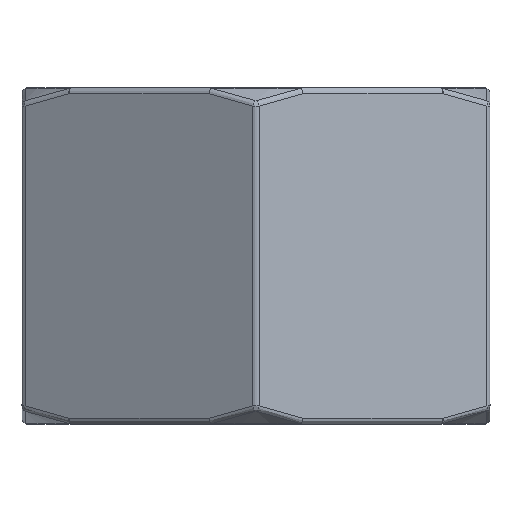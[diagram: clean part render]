
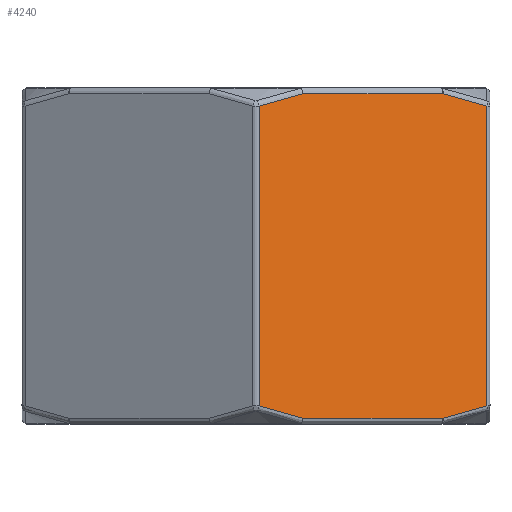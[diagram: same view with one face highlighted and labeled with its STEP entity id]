
A CAD part, left-side view. The second image highlights one B-rep face of the part: STEP entity #4240.
In plain terms, the highlighted planar face has unit normal (-0.866, -0.5, 0).
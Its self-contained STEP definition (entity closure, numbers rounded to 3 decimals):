
#257=B_SPLINE_CURVE_WITH_KNOTS('',3,(#6465,#6466,#6467,#6468,#6469,#6470,
#6471,#6472),.UNSPECIFIED.,.F.,.F.,(4,1,1,1,1,4),(0.,0.2,0.4,0.6,0.8,1.),
 .UNSPECIFIED.);
#258=B_SPLINE_CURVE_WITH_KNOTS('',3,(#6478,#6479,#6480,#6481,#6482,#6483,
#6484,#6485),.UNSPECIFIED.,.F.,.F.,(4,1,1,1,1,4),(0.,0.2,
0.4,0.6,0.8,1.),.UNSPECIFIED.);
#259=B_SPLINE_CURVE_WITH_KNOTS('',3,(#6490,#6491,#6492,#6493,#6494,#6495,
#6496),.UNSPECIFIED.,.F.,.F.,(4,1,1,1,4),(0.,0.25,0.5,0.75,1.),
 .UNSPECIFIED.);
#260=B_SPLINE_CURVE_WITH_KNOTS('',3,(#6500,#6501,#6502,#6503,#6504,#6505),
 .UNSPECIFIED.,.F.,.F.,(4,1,1,4),(0.,0.333,0.667,1.),
 .UNSPECIFIED.);
#491=FACE_OUTER_BOUND('',#772,.T.);
#772=EDGE_LOOP('',(#2982,#2983,#2984,#2985,#2986,#2987,#2988,#2989));
#1101=LINE('',#6486,#1378);
#1102=LINE('',#6488,#1379);
#1103=LINE('',#6498,#1380);
#1104=LINE('',#6506,#1381);
#1378=VECTOR('',#5068,24.029);
#1379=VECTOR('',#5069,12.959);
#1380=VECTOR('',#5070,24.029);
#1381=VECTOR('',#5071,12.959);
#1888=VERTEX_POINT('',#6463);
#1889=VERTEX_POINT('',#6464);
#1890=VERTEX_POINT('',#6476);
#1891=VERTEX_POINT('',#6477);
#1892=VERTEX_POINT('',#6487);
#1893=VERTEX_POINT('',#6489);
#1894=VERTEX_POINT('',#6497);
#1895=VERTEX_POINT('',#6499);
#2307=EDGE_CURVE('',#1888,#1889,#257,.T.);
#2310=EDGE_CURVE('',#1890,#1891,#258,.T.);
#2311=EDGE_CURVE('',#1891,#1888,#1101,.T.);
#2312=EDGE_CURVE('',#1892,#1889,#1102,.T.);
#2313=EDGE_CURVE('',#1892,#1893,#259,.T.);
#2314=EDGE_CURVE('',#1894,#1893,#1103,.T.);
#2315=EDGE_CURVE('',#1894,#1895,#260,.T.);
#2316=EDGE_CURVE('',#1895,#1890,#1104,.T.);
#2982=ORIENTED_EDGE('',*,*,#2310,.T.);
#2983=ORIENTED_EDGE('',*,*,#2311,.T.);
#2984=ORIENTED_EDGE('',*,*,#2307,.T.);
#2985=ORIENTED_EDGE('',*,*,#2312,.F.);
#2986=ORIENTED_EDGE('',*,*,#2313,.T.);
#2987=ORIENTED_EDGE('',*,*,#2314,.F.);
#2988=ORIENTED_EDGE('',*,*,#2315,.T.);
#2989=ORIENTED_EDGE('',*,*,#2316,.T.);
#4161=PLANE('',#4566);
#4240=ADVANCED_FACE('',(#491),#4161,.T.);
#4566=AXIS2_PLACEMENT_3D('',#6475,#5066,#5067);
#5066=DIRECTION('center_axis',(-0.866,-0.5,0.));
#5067=DIRECTION('ref_axis',(0.5,-0.866,0.));
#5068=DIRECTION('',(0.,0.,-1.));
#5069=DIRECTION('',(-0.5,0.866,0.));
#5070=DIRECTION('',(0.,0.,-1.));
#5071=DIRECTION('',(-0.5,0.866,0.));
#6463=CARTESIAN_POINT('',(-21.506,-0.25,1.486));
#6464=CARTESIAN_POINT('',(-19.478,-3.764,0.5));
#6465=CARTESIAN_POINT('Ctrl Pts',(-21.506,-0.25,1.486));
#6466=CARTESIAN_POINT('Ctrl Pts',(-21.336,-0.546,1.387));
#6467=CARTESIAN_POINT('Ctrl Pts',(-21.008,-1.112,1.205));
#6468=CARTESIAN_POINT('Ctrl Pts',(-20.562,-1.885,0.976));
#6469=CARTESIAN_POINT('Ctrl Pts',(-20.159,-2.584,0.785));
#6470=CARTESIAN_POINT('Ctrl Pts',(-19.799,-3.207,0.628));
#6471=CARTESIAN_POINT('Ctrl Pts',(-19.581,-3.585,0.54));
#6472=CARTESIAN_POINT('Ctrl Pts',(-19.478,-3.764,0.5));
#6475=CARTESIAN_POINT('Origin',(-21.651,0.,0.));
#6476=CARTESIAN_POINT('',(-19.478,-3.764,26.5));
#6477=CARTESIAN_POINT('',(-21.506,-0.25,25.514));
#6478=CARTESIAN_POINT('Ctrl Pts',(-19.478,-3.764,26.5));
#6479=CARTESIAN_POINT('Ctrl Pts',(-19.584,-3.579,26.459));
#6480=CARTESIAN_POINT('Ctrl Pts',(-19.808,-3.192,26.369));
#6481=CARTESIAN_POINT('Ctrl Pts',(-20.174,-2.557,26.208));
#6482=CARTESIAN_POINT('Ctrl Pts',(-20.576,-1.861,26.017));
#6483=CARTESIAN_POINT('Ctrl Pts',(-21.016,-1.099,25.79));
#6484=CARTESIAN_POINT('Ctrl Pts',(-21.338,-0.541,25.611));
#6485=CARTESIAN_POINT('Ctrl Pts',(-21.506,-0.25,25.514));
#6486=CARTESIAN_POINT('',(-21.506,-0.25,25.514));
#6487=CARTESIAN_POINT('',(-12.998,-14.986,0.5));
#6488=CARTESIAN_POINT('',(-12.998,-14.986,0.5));
#6489=CARTESIAN_POINT('',(-10.97,-18.5,1.486));
#6490=CARTESIAN_POINT('Ctrl Pts',(-12.998,-14.986,0.5));
#6491=CARTESIAN_POINT('Ctrl Pts',(-12.858,-15.229,0.554));
#6492=CARTESIAN_POINT('Ctrl Pts',(-12.563,-15.741,0.675));
#6493=CARTESIAN_POINT('Ctrl Pts',(-12.078,-16.58,0.895));
#6494=CARTESIAN_POINT('Ctrl Pts',(-11.551,-17.492,1.16));
#6495=CARTESIAN_POINT('Ctrl Pts',(-11.169,-18.155,1.371));
#6496=CARTESIAN_POINT('Ctrl Pts',(-10.97,-18.5,1.486));
#6497=CARTESIAN_POINT('',(-10.97,-18.5,25.514));
#6498=CARTESIAN_POINT('',(-10.97,-18.5,25.514));
#6499=CARTESIAN_POINT('',(-12.998,-14.987,26.5));
#6500=CARTESIAN_POINT('Ctrl Pts',(-10.97,-18.5,25.514));
#6501=CARTESIAN_POINT('Ctrl Pts',(-11.211,-18.082,25.654));
#6502=CARTESIAN_POINT('Ctrl Pts',(-11.683,-17.265,25.911));
#6503=CARTESIAN_POINT('Ctrl Pts',(-12.325,-16.153,26.223));
#6504=CARTESIAN_POINT('Ctrl Pts',(-12.774,-15.374,26.414));
#6505=CARTESIAN_POINT('Ctrl Pts',(-12.998,-14.987,26.5));
#6506=CARTESIAN_POINT('',(-12.998,-14.987,26.5));
